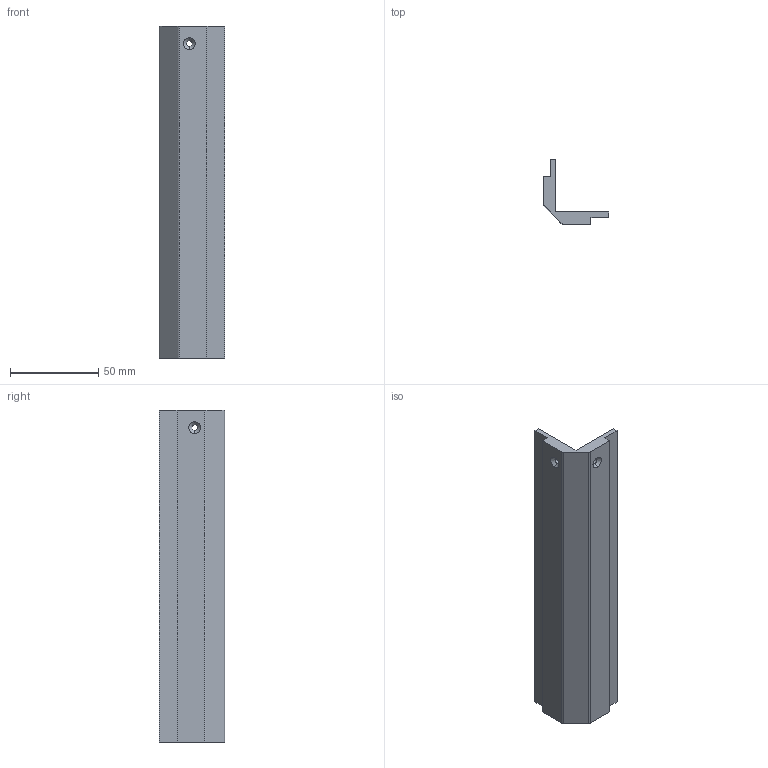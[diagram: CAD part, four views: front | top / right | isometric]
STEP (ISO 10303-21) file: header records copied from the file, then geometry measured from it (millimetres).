
FILE_DESCRIPTION (( 'STEP AP214' ), '1' );
FILE_NAME ('280ExtrusionCover.STEP', '2025-05-24T17:26:43', ( '' ), ( '' ), 'SwSTEP 2.0', 'SolidWorks 2024', '' );
FILE_SCHEMA (( 'AUTOMOTIVE_DESIGN' ));
Length unit declared in the file: millimetre
Products named in the file (1): 280ExtrusionCover
Bounding box: 37 x 37 x 188.45 mm (x, y, z)
Volume: 61732.4 mm3; surface area: 27404.7 mm2
Topology: 1 solids, 1 shells, 23 faces, 59 edges, 38 vertices
Faces by surface type: plane 13, cylinder 6, cone 4
Entity records: 981 total; most frequent: DIRECTION 123, CARTESIAN_POINT 121, ORIENTED_EDGE 118, EDGE_CURVE 59, LINE 43, VECTOR 43, AXIS2_PLACEMENT_3D 40, VERTEX_POINT 38
